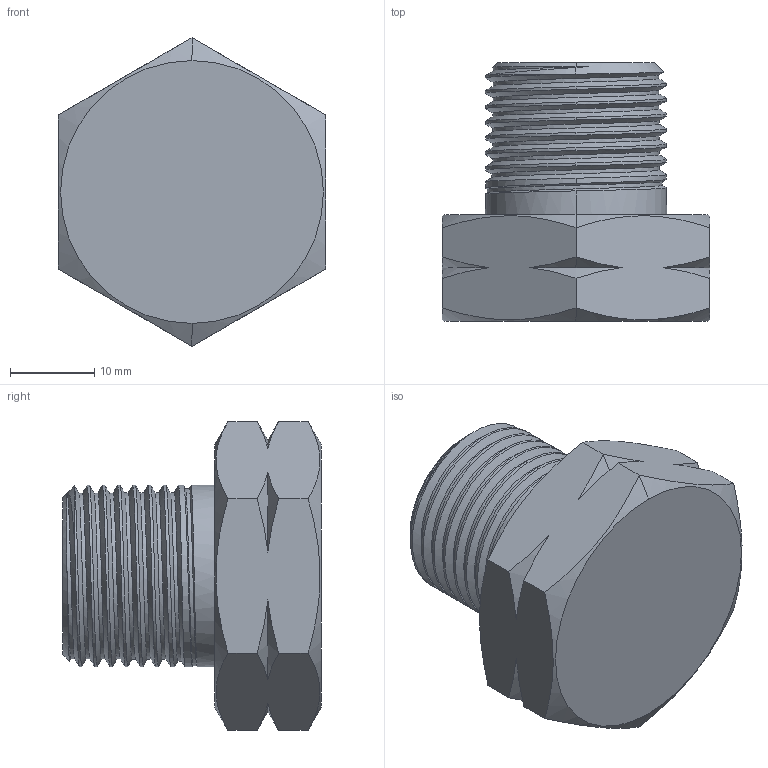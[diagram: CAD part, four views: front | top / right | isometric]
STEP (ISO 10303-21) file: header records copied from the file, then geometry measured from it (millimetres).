
FILE_DESCRIPTION (( 'STEP AP203' ), '1' );
FILE_NAME ('AD-AFNOREMSS-BL.STEP', '2025-08-18T12:12:09', ( '' ), ( '' ), 'SwSTEP 2.0', 'SolidWorks 2018', '' );
FILE_SCHEMA (( 'CONFIG_CONTROL_DESIGN' ));
Length unit declared in the file: inch
Products named in the file (1): AD-AFNOREMSS-BL
Bounding box: 31.75 x 30.73 x 36.66 mm (x, y, z)
Volume: 15465.3 mm3; surface area: 5203.7 mm2
Topology: 1 solids, 1 shells, 170 faces, 456 edges, 299 vertices
Faces by surface type: plane 78, bspline 46, cone 25, cylinder 21
Entity records: 13527 total; most frequent: CARTESIAN_POINT 9647, ORIENTED_EDGE 908, DIRECTION 563, EDGE_CURVE 454, VERTEX_POINT 299, LINE 263, VECTOR 263, EDGE_LOOP 183
